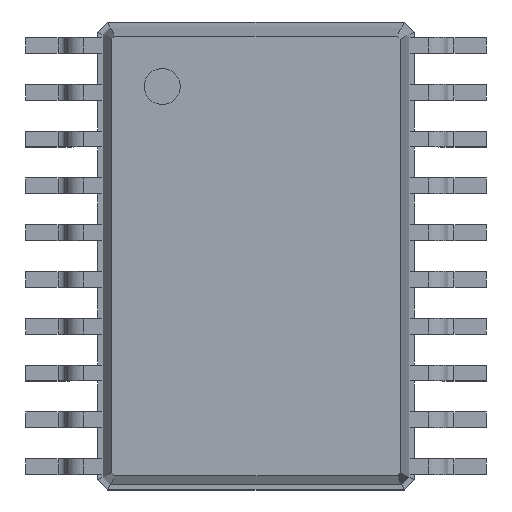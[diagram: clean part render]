
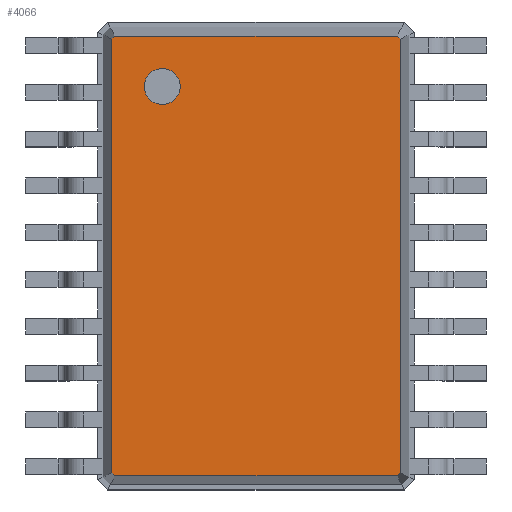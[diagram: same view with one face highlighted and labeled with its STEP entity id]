
A CAD part, top view. The second image highlights one B-rep face of the part: STEP entity #4066.
In plain terms, the highlighted planar face has unit normal (0, 0, 1).
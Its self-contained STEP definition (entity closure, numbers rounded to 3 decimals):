
#1618 = VERTEX_POINT('',#1619);
#1619 = CARTESIAN_POINT('',(-2.003,3.011,1.4));
#1624 = EDGE_CURVE('',#1625,#1618,#1627,.T.);
#1625 = VERTEX_POINT('',#1626);
#1626 = CARTESIAN_POINT('',(-2.003,-3.011,1.4));
#1627 = LINE('',#1628,#1629);
#1628 = CARTESIAN_POINT('',(-2.003,-3.011,1.4));
#1629 = VECTOR('',#1630,1.);
#1630 = DIRECTION('',(0.,1.,0.));
#4049 = EDGE_CURVE('',#4050,#1625,#4052,.T.);
#4050 = VERTEX_POINT('',#4051);
#4051 = CARTESIAN_POINT('',(-1.961,-3.053,1.4));
#4052 = LINE('',#4053,#4054);
#4053 = CARTESIAN_POINT('',(-1.961,-3.053,1.4));
#4054 = VECTOR('',#4055,1.);
#4055 = DIRECTION('',(-0.707,0.707,0.));
#4066 = ADVANCED_FACE('',(#4067,#4117),#4128,.T.);
#4067 = FACE_BOUND('',#4068,.T.);
#4068 = EDGE_LOOP('',(#4069,#4079,#4085,#4086,#4087,#4095,#4103,#4111));
#4069 = ORIENTED_EDGE('',*,*,#4070,.F.);
#4070 = EDGE_CURVE('',#4071,#4073,#4075,.T.);
#4071 = VERTEX_POINT('',#4072);
#4072 = CARTESIAN_POINT('',(-1.961,3.053,1.4));
#4073 = VERTEX_POINT('',#4074);
#4074 = CARTESIAN_POINT('',(1.961,3.053,1.4));
#4075 = LINE('',#4076,#4077);
#4076 = CARTESIAN_POINT('',(-1.961,3.053,1.4));
#4077 = VECTOR('',#4078,1.);
#4078 = DIRECTION('',(1.,0.,0.));
#4079 = ORIENTED_EDGE('',*,*,#4080,.F.);
#4080 = EDGE_CURVE('',#1618,#4071,#4081,.T.);
#4081 = LINE('',#4082,#4083);
#4082 = CARTESIAN_POINT('',(-2.003,3.011,1.4));
#4083 = VECTOR('',#4084,1.);
#4084 = DIRECTION('',(0.707,0.707,0.));
#4085 = ORIENTED_EDGE('',*,*,#1624,.F.);
#4086 = ORIENTED_EDGE('',*,*,#4049,.F.);
#4087 = ORIENTED_EDGE('',*,*,#4088,.F.);
#4088 = EDGE_CURVE('',#4089,#4050,#4091,.T.);
#4089 = VERTEX_POINT('',#4090);
#4090 = CARTESIAN_POINT('',(1.961,-3.053,1.4));
#4091 = LINE('',#4092,#4093);
#4092 = CARTESIAN_POINT('',(1.961,-3.053,1.4));
#4093 = VECTOR('',#4094,1.);
#4094 = DIRECTION('',(-1.,0.,0.));
#4095 = ORIENTED_EDGE('',*,*,#4096,.F.);
#4096 = EDGE_CURVE('',#4097,#4089,#4099,.T.);
#4097 = VERTEX_POINT('',#4098);
#4098 = CARTESIAN_POINT('',(2.003,-3.011,1.4));
#4099 = LINE('',#4100,#4101);
#4100 = CARTESIAN_POINT('',(2.003,-3.011,1.4));
#4101 = VECTOR('',#4102,1.);
#4102 = DIRECTION('',(-0.707,-0.707,0.));
#4103 = ORIENTED_EDGE('',*,*,#4104,.F.);
#4104 = EDGE_CURVE('',#4105,#4097,#4107,.T.);
#4105 = VERTEX_POINT('',#4106);
#4106 = CARTESIAN_POINT('',(2.003,3.011,1.4));
#4107 = LINE('',#4108,#4109);
#4108 = CARTESIAN_POINT('',(2.003,3.011,1.4));
#4109 = VECTOR('',#4110,1.);
#4110 = DIRECTION('',(0.,-1.,0.));
#4111 = ORIENTED_EDGE('',*,*,#4112,.F.);
#4112 = EDGE_CURVE('',#4073,#4105,#4113,.T.);
#4113 = LINE('',#4114,#4115);
#4114 = CARTESIAN_POINT('',(1.961,3.053,1.4));
#4115 = VECTOR('',#4116,1.);
#4116 = DIRECTION('',(0.707,-0.707,0.));
#4117 = FACE_BOUND('',#4118,.T.);
#4118 = EDGE_LOOP('',(#4119));
#4119 = ORIENTED_EDGE('',*,*,#4120,.F.);
#4120 = EDGE_CURVE('',#4121,#4121,#4123,.T.);
#4121 = VERTEX_POINT('',#4122);
#4122 = CARTESIAN_POINT('',(-1.303,2.103,1.4));
#4123 = CIRCLE('',#4124,0.25);
#4124 = AXIS2_PLACEMENT_3D('',#4125,#4126,#4127);
#4125 = CARTESIAN_POINT('',(-1.303,2.353,1.4));
#4126 = DIRECTION('',(-0.,0.,1.));
#4127 = DIRECTION('',(0.,-1.,0.));
#4128 = PLANE('',#4129);
#4129 = AXIS2_PLACEMENT_3D('',#4130,#4131,#4132);
#4130 = CARTESIAN_POINT('',(-1.961,3.053,1.4));
#4131 = DIRECTION('',(0.,0.,1.));
#4132 = DIRECTION('',(0.541,-0.841,0.));
